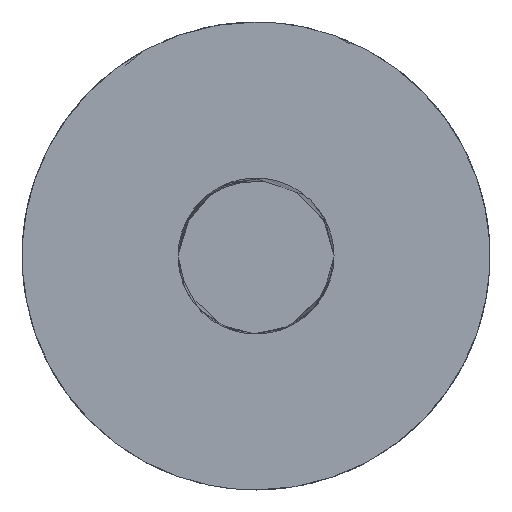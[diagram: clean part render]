
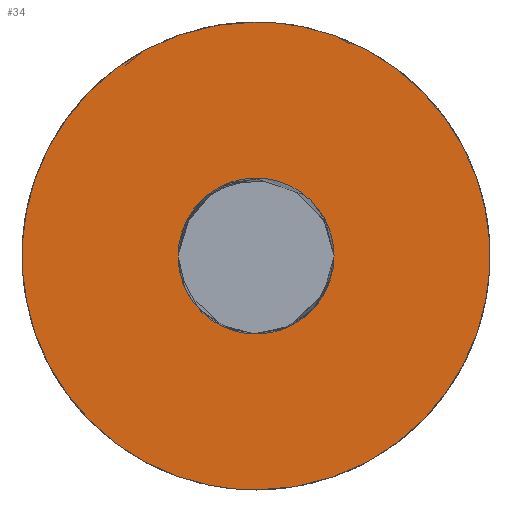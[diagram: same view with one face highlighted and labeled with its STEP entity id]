
A CAD part, front view. The second image highlights one B-rep face of the part: STEP entity #34.
In plain terms, the highlighted planar face has unit normal (0, -1, 0).
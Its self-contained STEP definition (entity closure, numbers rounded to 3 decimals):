
#24=FACE_BOUND('',#89,.T.);
#34=ADVANCED_FACE('',(#61,#24),#472,.T.);
#61=FACE_OUTER_BOUND('',#88,.T.);
#88=EDGE_LOOP('',(#125,#126));
#89=EDGE_LOOP('',(#127,#128));
#125=ORIENTED_EDGE('',*,*,#267,.T.);
#126=ORIENTED_EDGE('',*,*,#335,.T.);
#127=ORIENTED_EDGE('',*,*,#277,.T.);
#128=ORIENTED_EDGE('',*,*,#326,.T.);
#267=EDGE_CURVE('',#412,#458,#370,.T.);
#277=EDGE_CURVE('',#420,#450,#374,.T.);
#326=EDGE_CURVE('',#450,#420,#398,.T.);
#335=EDGE_CURVE('',#458,#412,#407,.T.);
#370=(
BOUNDED_CURVE()
B_SPLINE_CURVE(2,(#861,#862,#863,#864,#865),.UNSPECIFIED.,.F.,.F.)
B_SPLINE_CURVE_WITH_KNOTS((3,2,3),(-18.85,-14.137,
-9.425),.UNSPECIFIED.)
CURVE()
GEOMETRIC_REPRESENTATION_ITEM()
RATIONAL_B_SPLINE_CURVE((1.,0.707,1.,0.707,1.))
REPRESENTATION_ITEM('')
);
#374=(
BOUNDED_CURVE()
B_SPLINE_CURVE(2,(#980,#981,#982,#983,#984),.UNSPECIFIED.,.F.,.F.)
B_SPLINE_CURVE_WITH_KNOTS((3,2,3),(-1.571,0.,
1.571),.UNSPECIFIED.)
CURVE()
GEOMETRIC_REPRESENTATION_ITEM()
RATIONAL_B_SPLINE_CURVE((1.,0.707,1.,0.707,1.))
REPRESENTATION_ITEM('')
);
#398=(
BOUNDED_CURVE()
B_SPLINE_CURVE(2,(#1260,#1261,#1262,#1263,#1264),.UNSPECIFIED.,.F.,.F.)
B_SPLINE_CURVE_WITH_KNOTS((3,2,3),(1.571,3.142,4.712),
 .UNSPECIFIED.)
CURVE()
GEOMETRIC_REPRESENTATION_ITEM()
RATIONAL_B_SPLINE_CURVE((1.,0.707,1.,0.707,1.))
REPRESENTATION_ITEM('')
);
#407=(
BOUNDED_CURVE()
B_SPLINE_CURVE(2,(#1293,#1294,#1295,#1296,#1297),.UNSPECIFIED.,.F.,.F.)
B_SPLINE_CURVE_WITH_KNOTS((3,2,3),(-9.425,-4.712,0.),
 .UNSPECIFIED.)
CURVE()
GEOMETRIC_REPRESENTATION_ITEM()
RATIONAL_B_SPLINE_CURVE((1.,0.707,1.,0.707,1.))
REPRESENTATION_ITEM('')
);
#412=VERTEX_POINT('',#814);
#420=VERTEX_POINT('',#822);
#450=VERTEX_POINT('',#852);
#458=VERTEX_POINT('',#860);
#472=PLANE('',#507);
#507=AXIS2_PLACEMENT_3D('',#543,#525,$);
#525=DIRECTION('',(0.,-1.,0.));
#543=CARTESIAN_POINT('',(7.726,-67.733,3.75));
#814=CARTESIAN_POINT('',(3.976,-67.733,3.));
#822=CARTESIAN_POINT('',(2.976,-67.733,0.));
#852=CARTESIAN_POINT('',(4.976,-67.733,0.));
#860=CARTESIAN_POINT('',(3.976,-67.733,-3.));
#861=CARTESIAN_POINT('',(3.976,-67.733,3.));
#862=CARTESIAN_POINT('',(0.976,-67.733,3.));
#863=CARTESIAN_POINT('',(0.976,-67.733,0.));
#864=CARTESIAN_POINT('',(0.976,-67.733,-3.));
#865=CARTESIAN_POINT('',(3.976,-67.733,-3.));
#980=CARTESIAN_POINT('',(2.976,-67.733,0.));
#981=CARTESIAN_POINT('',(2.976,-67.733,1.));
#982=CARTESIAN_POINT('',(3.976,-67.733,1.));
#983=CARTESIAN_POINT('',(4.976,-67.733,1.));
#984=CARTESIAN_POINT('',(4.976,-67.733,0.));
#1260=CARTESIAN_POINT('',(4.976,-67.733,0.));
#1261=CARTESIAN_POINT('',(4.976,-67.733,-1.));
#1262=CARTESIAN_POINT('',(3.976,-67.733,-1.));
#1263=CARTESIAN_POINT('',(2.976,-67.733,-1.));
#1264=CARTESIAN_POINT('',(2.976,-67.733,0.));
#1293=CARTESIAN_POINT('',(3.976,-67.733,-3.));
#1294=CARTESIAN_POINT('',(6.976,-67.733,-3.));
#1295=CARTESIAN_POINT('',(6.976,-67.733,0.));
#1296=CARTESIAN_POINT('',(6.976,-67.733,3.));
#1297=CARTESIAN_POINT('',(3.976,-67.733,3.));
